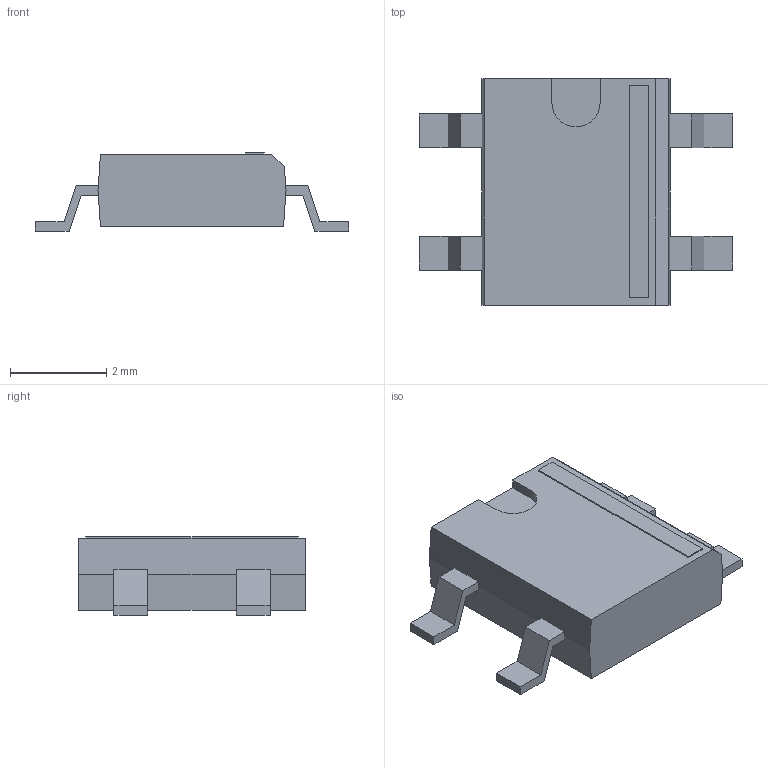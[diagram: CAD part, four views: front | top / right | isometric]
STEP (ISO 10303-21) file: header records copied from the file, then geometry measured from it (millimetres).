
FILE_DESCRIPTION(('FreeCAD Model'),'2;1');
FILE_NAME('TO-269AA.step', '2018-01-05T12:24:29',('kicad StepUp'),('ksu MCAD'), 'Open CASCADE STEP processor 6.8','FreeCAD','Unknown');
FILE_SCHEMA(('AUTOMOTIVE_DESIGN_CC2 { 1 2 10303 214 -1 1 5 4 }'));
Length unit declared in the file: millimetre
Products named in the file (1): TO-269AA
Bounding box: 6.5 x 4.7 x 1.62 mm (x, y, z)
Volume: 27.8 mm3; surface area: 74.3 mm2
Topology: 1 solids, 1 shells, 54 faces, 153 edges, 102 vertices
Faces by surface type: plane 53, cylinder 1
Entity records: 2111 total; most frequent: CARTESIAN_POINT 310, ORIENTED_EDGE 306, DIRECTION 265, EDGE_CURVE 153, LINE 151, VECTOR 151, VERTEX_POINT 102, AXIS2_PLACEMENT_3D 57
